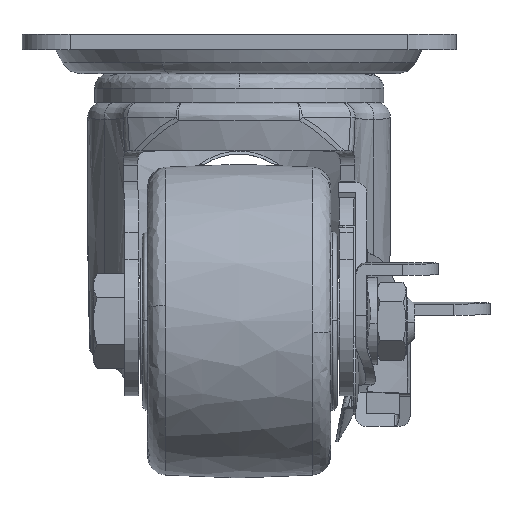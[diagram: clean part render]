
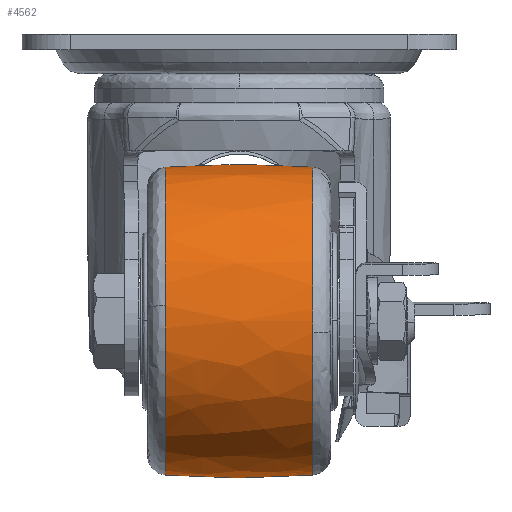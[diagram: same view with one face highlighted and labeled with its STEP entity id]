
A CAD part, left-side view. The second image highlights one B-rep face of the part: STEP entity #4562.
In plain terms, the highlighted free-form (B-spline) face has degree [2, 2] with [3, 7] control points.
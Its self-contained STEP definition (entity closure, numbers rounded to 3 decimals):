
#4273=CARTESIAN_POINT('',(-53.823,-15.306,-61.904));
#4274=VERTEX_POINT('',#4273);
#4288=CARTESIAN_POINT('',(-22.0,-15.306,-91.414));
#4289=VERTEX_POINT('',#4288);
#4290=CARTESIAN_POINT('',(-53.823,-15.306,-61.904));
#4291=CARTESIAN_POINT('',(-51.594,-15.306,-91.414));
#4292=CARTESIAN_POINT('',(-22.0,-15.306,-91.414));
#4300=(BOUNDED_CURVE()B_SPLINE_CURVE(2,(#4290,#4291,#4292),.UNSPECIFIED.,.F.,.U.)B_SPLINE_CURVE_WITH_KNOTS((3,3),(0.763,1.0),.UNSPECIFIED.)CURVE()GEOMETRIC_REPRESENTATION_ITEM()RATIONAL_B_SPLINE_CURVE((0.971,0.722,1.0))REPRESENTATION_ITEM(''));
#4301=EDGE_CURVE('',#4274,#4289,#4300,.T.);
#4369=CARTESIAN_POINT('',(-22.0,-15.306,-27.587));
#4370=VERTEX_POINT('',#4369);
#4384=CARTESIAN_POINT('',(-22.0,-15.306,-27.587));
#4385=CARTESIAN_POINT('',(-53.913,-15.306,-27.587));
#4386=CARTESIAN_POINT('',(-53.913,-15.306,-59.5));
#4387=CARTESIAN_POINT('',(-53.913,-15.306,-60.704));
#4388=CARTESIAN_POINT('',(-53.823,-15.306,-61.904));
#4396=(BOUNDED_CURVE()B_SPLINE_CURVE(2,(#4384,#4385,#4386,#4387,#4388),.UNSPECIFIED.,.F.,.U.)B_SPLINE_CURVE_WITH_KNOTS((3,2,3),(0.5,0.75,0.763),.UNSPECIFIED.)CURVE()GEOMETRIC_REPRESENTATION_ITEM()RATIONAL_B_SPLINE_CURVE((1.0,0.707,1.0,0.985,0.971))REPRESENTATION_ITEM(''));
#4397=EDGE_CURVE('',#4370,#4274,#4396,.T.);
#4432=CARTESIAN_POINT('',(-22.0,15.306,-91.414));
#4433=VERTEX_POINT('',#4432);
#4434=CARTESIAN_POINT('',(-22.0,-15.306,-91.414));
#4435=CARTESIAN_POINT('',(-22.,0.,-92.588));
#4436=CARTESIAN_POINT('',(-22.,15.306,-91.414));
#4444=(BOUNDED_CURVE()B_SPLINE_CURVE(2,(#4434,#4435,#4436),.UNSPECIFIED.,.F.,.U.)B_SPLINE_CURVE_WITH_KNOTS((3,3),(0.436,0.564),.UNSPECIFIED.)CURVE()GEOMETRIC_REPRESENTATION_ITEM()RATIONAL_B_SPLINE_CURVE((0.92,0.917,0.92))REPRESENTATION_ITEM(''));
#4445=EDGE_CURVE('',#4289,#4433,#4444,.T.);
#4462=CARTESIAN_POINT('',(-22.0,15.306,-27.587));
#4463=VERTEX_POINT('',#4462);
#4479=CARTESIAN_POINT('',(-22.,-15.306,-27.587));
#4480=CARTESIAN_POINT('',(-22.0,0.,-26.412));
#4481=CARTESIAN_POINT('',(-22.0,15.306,-27.587));
#4489=(BOUNDED_CURVE()B_SPLINE_CURVE(2,(#4479,#4480,#4481),.UNSPECIFIED.,.F.,.U.)B_SPLINE_CURVE_WITH_KNOTS((3,3),(0.436,0.564),.UNSPECIFIED.)CURVE()GEOMETRIC_REPRESENTATION_ITEM()RATIONAL_B_SPLINE_CURVE((0.92,0.917,0.92))REPRESENTATION_ITEM(''));
#4490=EDGE_CURVE('',#4370,#4463,#4489,.T.);
#4497=CARTESIAN_POINT('',(-21.111,-16.83,-27.709));
#4498=CARTESIAN_POINT('',(-21.072,0.,-26.288));
#4499=CARTESIAN_POINT('',(-21.111,16.83,-27.709));
#4500=CARTESIAN_POINT('',(-21.553,-16.83,-27.709));
#4501=CARTESIAN_POINT('',(-21.533,0.,-26.288));
#4502=CARTESIAN_POINT('',(-21.553,16.83,-27.709));
#4503=CARTESIAN_POINT('',(-53.791,-16.83,-27.709));
#4504=CARTESIAN_POINT('',(-55.212,0.,-26.288));
#4505=CARTESIAN_POINT('',(-53.791,16.83,-27.709));
#4506=CARTESIAN_POINT('',(-53.791,-16.83,-59.5));
#4507=CARTESIAN_POINT('',(-55.212,0.,-59.5));
#4508=CARTESIAN_POINT('',(-53.791,16.83,-59.5));
#4509=CARTESIAN_POINT('',(-53.791,-16.83,-91.291));
#4510=CARTESIAN_POINT('',(-55.212,0.,-92.712));
#4511=CARTESIAN_POINT('',(-53.791,16.83,-91.291));
#4512=CARTESIAN_POINT('',(-21.553,-16.83,-91.291));
#4513=CARTESIAN_POINT('',(-21.533,0.,-92.712));
#4514=CARTESIAN_POINT('',(-21.553,16.83,-91.291));
#4515=CARTESIAN_POINT('',(-21.111,-16.83,-91.291));
#4516=CARTESIAN_POINT('',(-21.072,0.,-92.712));
#4517=CARTESIAN_POINT('',(-21.111,16.83,-91.291));
#4525=(BOUNDED_SURFACE()B_SPLINE_SURFACE(2,2,((#4497,#4500,#4503,#4506,#4509,#4512,#4515),(#4498,#4501,#4504,#4507,#4510,#4513,#4516),(#4499,#4502,#4505,#4508,#4511,#4514,#4517)),.UNSPECIFIED.,.F.,.F.,.U.)B_SPLINE_SURFACE_WITH_KNOTS((3,3),(3,1,2,1,3),(0.0,33.72),(0.0,1.077,54.925,108.773,109.85),.UNSPECIFIED.)GEOMETRIC_REPRESENTATION_ITEM()RATIONAL_B_SPLINE_SURFACE(((0.931,0.926,0.651,0.92,0.651,0.926,0.931),(0.928,0.922,0.649,0.917,0.649,0.922,0.928),(0.931,0.926,0.651,0.92,0.651,0.926,0.931)))REPRESENTATION_ITEM('')SURFACE());
#4526=ORIENTED_EDGE('',*,*,#4445,.F.);
#4527=ORIENTED_EDGE('',*,*,#4301,.F.);
#4528=ORIENTED_EDGE('',*,*,#4397,.F.);
#4529=ORIENTED_EDGE('',*,*,#4490,.T.);
#4530=CARTESIAN_POINT('',(-53.752,15.306,-56.297));
#4531=VERTEX_POINT('',#4530);
#4532=CARTESIAN_POINT('',(-22.0,15.306,-27.587));
#4533=CARTESIAN_POINT('',(-50.856,15.306,-27.587));
#4534=CARTESIAN_POINT('',(-53.752,15.306,-56.297));
#4542=(BOUNDED_CURVE()B_SPLINE_CURVE(2,(#4532,#4533,#4534),.UNSPECIFIED.,.F.,.U.)B_SPLINE_CURVE_WITH_KNOTS((3,3),(0.5,0.733),.UNSPECIFIED.)CURVE()GEOMETRIC_REPRESENTATION_ITEM()RATIONAL_B_SPLINE_CURVE((1.0,0.728,0.962))REPRESENTATION_ITEM(''));
#4543=EDGE_CURVE('',#4463,#4531,#4542,.T.);
#4544=ORIENTED_EDGE('',*,*,#4543,.T.);
#4545=CARTESIAN_POINT('',(-53.752,15.306,-56.297));
#4546=CARTESIAN_POINT('',(-53.913,15.306,-57.895));
#4547=CARTESIAN_POINT('',(-53.913,15.306,-59.5));
#4548=CARTESIAN_POINT('',(-53.913,15.306,-91.414));
#4549=CARTESIAN_POINT('',(-22.0,15.306,-91.414));
#4557=(BOUNDED_CURVE()B_SPLINE_CURVE(2,(#4545,#4546,#4547,#4548,#4549),.UNSPECIFIED.,.F.,.U.)B_SPLINE_CURVE_WITH_KNOTS((3,2,3),(0.733,0.75,1.0),.UNSPECIFIED.)CURVE()GEOMETRIC_REPRESENTATION_ITEM()RATIONAL_B_SPLINE_CURVE((0.962,0.98,1.0,0.707,1.0))REPRESENTATION_ITEM(''));
#4558=EDGE_CURVE('',#4531,#4433,#4557,.T.);
#4559=ORIENTED_EDGE('',*,*,#4558,.T.);
#4560=EDGE_LOOP('',(#4526,#4527,#4528,#4529,#4544,#4559));
#4561=FACE_OUTER_BOUND('',#4560,.T.);
#4562=ADVANCED_FACE('',(#4561),#4525,.T.);
